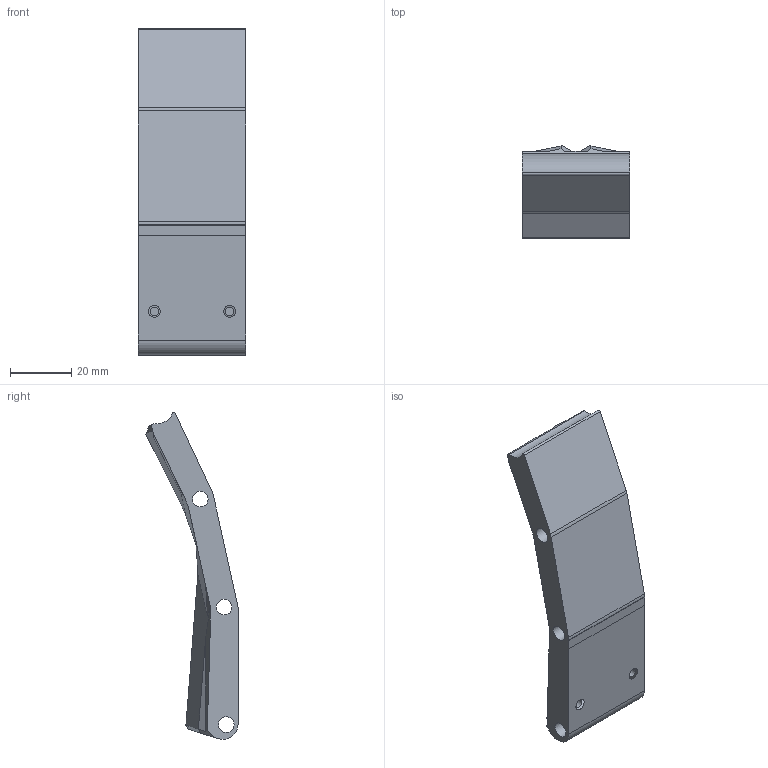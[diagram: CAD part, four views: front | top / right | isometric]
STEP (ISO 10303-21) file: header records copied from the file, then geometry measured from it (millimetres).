
FILE_DESCRIPTION(/* description */ (''),/* implementation_level */ '2;1');
FILE_NAME(/* name */ 'KauriCanopy Pb.stp',/* time_stamp */ '2022-05-06T10:52:45-06:00',/* author */ ('Steven'),/* organization */ (''),/* preprocessor_version */ 'ST-DEVELOPER v18',/* originating_system */ 'Autodesk Inventor 2020',/* authorisation */ '');
FILE_SCHEMA (('AUTOMOTIVE_DESIGN { 1 0 10303 214 3 1 1 }'));
Length unit declared in the file: millimetre
Products named in the file (1): KauriCanopy Pb
Bounding box: 35 x 30.11 x 106.69 mm (x, y, z)
Volume: 38558.2 mm3; surface area: 12087 mm2
Topology: 1 solids, 1 shells, 68 faces, 190 edges, 126 vertices
Faces by surface type: plane 54, cylinder 12, cone 2
Full cylindrical faces by diameter (mm): 2.8 x2, 5.1 x3
Entity records: 2223 total; most frequent: CARTESIAN_POINT 385, ORIENTED_EDGE 380, DIRECTION 360, EDGE_CURVE 190, LINE 158, VECTOR 158, VERTEX_POINT 126, AXIS2_PLACEMENT_3D 101
